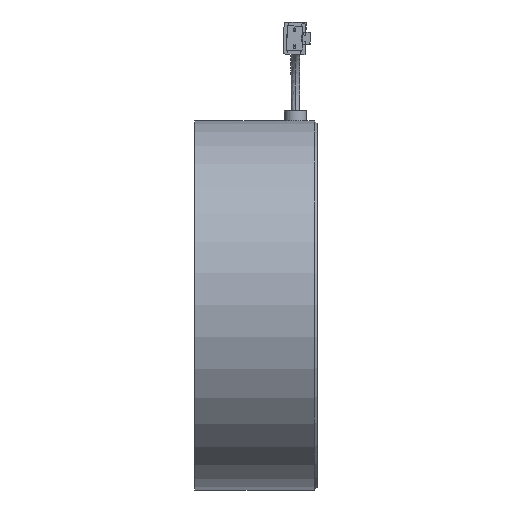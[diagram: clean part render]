
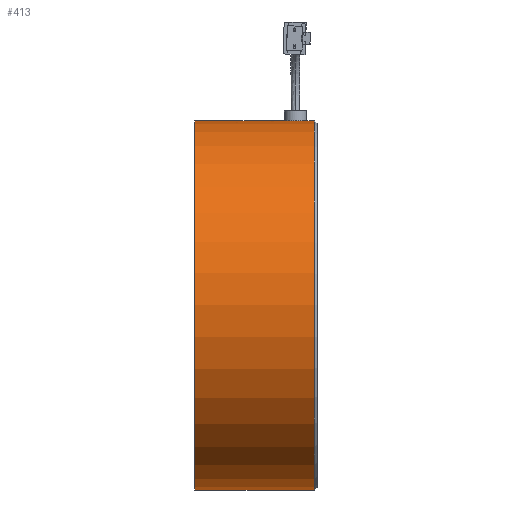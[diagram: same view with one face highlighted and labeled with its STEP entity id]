
A CAD part, left-side view. The second image highlights one B-rep face of the part: STEP entity #413.
In plain terms, the highlighted cylindrical face has radius 63.25 mm (diameter 126.5 mm), a partial arc.
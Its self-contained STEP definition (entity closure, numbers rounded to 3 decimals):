
#16 = DIRECTION ( 'NONE',  ( 0., 0., 1. ) ) ;
#43 = B_SPLINE_CURVE_WITH_KNOTS ( 'NONE', 3,
 ( #3723, #5774, #340, #4680, #4185, #1811, #1246, #5290, #1742, #785, #315, #4251, #3221, #3247, #3172, #267 ),
 .UNSPECIFIED., .F., .F.,
 ( 4, 2, 2, 2, 2, 2, 2, 4 ),
 ( 0.01, 0.01, 0.011, 0.011, 0.011, 0.012, 0.012, 0.013 ),
 .UNSPECIFIED. ) ;
#251 = CARTESIAN_POINT ( 'NONE',  ( 0., -5.4, 63.25 ) ) ;
#267 = CARTESIAN_POINT ( 'NONE',  ( 0., -9.6, 63.25 ) ) ;
#272 = CARTESIAN_POINT ( 'NONE',  ( 1.581, -6.111, 63.23 ) ) ;
#303 = AXIS2_PLACEMENT_3D ( 'NONE', #2893, #3432, #16 ) ;
#315 = CARTESIAN_POINT ( 'NONE',  ( 1.283, -9.168, 63.237 ) ) ;
#335 = LINE ( 'NONE', #4515, #3937 ) ;
#340 = CARTESIAN_POINT ( 'NONE',  ( 2.086, -7.775, 63.216 ) ) ;
#413 = ADVANCED_FACE ( 'NONE', ( #3855 ), #3696, .T. ) ;
#459 = DIRECTION ( 'NONE',  ( 0., 0., -1. ) ) ;
#502 = ORIENTED_EDGE ( 'NONE', *, *, #1823, .T. ) ;
#572 = VERTEX_POINT ( 'NONE', #2100 ) ;
#744 = CARTESIAN_POINT ( 'NONE',  ( 1.887, -6.569, 63.222 ) ) ;
#785 = CARTESIAN_POINT ( 'NONE',  ( 1.389, -9.081, 63.235 ) ) ;
#810 = CARTESIAN_POINT ( 'NONE',  ( 2.1, -7.5, 63.215 ) ) ;
#917 = EDGE_CURVE ( 'NONE', #572, #5440, #43, .T. ) ;
#1123 = VERTEX_POINT ( 'NONE', #3426 ) ;
#1232 = CARTESIAN_POINT ( 'NONE',  ( 1.67, -6.219, 63.228 ) ) ;
#1246 = CARTESIAN_POINT ( 'NONE',  ( 1.823, -8.552, 63.224 ) ) ;
#1270 = CARTESIAN_POINT ( 'NONE',  ( 0.137, -5.4, 63.25 ) ) ;
#1409 = AXIS2_PLACEMENT_3D ( 'NONE', #1909, #3402, #459 ) ;
#1591 = ORIENTED_EDGE ( 'NONE', *, *, #3868, .T. ) ;
#1638 = ORIENTED_EDGE ( 'NONE', *, *, #3587, .F. ) ;
#1641 = EDGE_CURVE ( 'NONE', #3045, #3025, #4465, .T. ) ;
#1647 = ORIENTED_EDGE ( 'NONE', *, *, #2062, .F. ) ;
#1726 = CARTESIAN_POINT ( 'NONE',  ( 0., 26.6, 63.25 ) ) ;
#1742 = CARTESIAN_POINT ( 'NONE',  ( 1.582, -8.888, 63.23 ) ) ;
#1811 = CARTESIAN_POINT ( 'NONE',  ( 1.887, -8.431, 63.222 ) ) ;
#1823 = EDGE_CURVE ( 'NONE', #2367, #3045, #335, .T. ) ;
#1909 = CARTESIAN_POINT ( 'NONE',  ( 0., -1., 0. ) ) ;
#2062 = EDGE_CURVE ( 'NONE', #2941, #3025, #5742, .T. ) ;
#2100 = CARTESIAN_POINT ( 'NONE',  ( 2.1, -7.5, 63.215 ) ) ;
#2215 = DIRECTION ( 'NONE',  ( 0., 1., 0. ) ) ;
#2367 = VERTEX_POINT ( 'NONE', #5268 ) ;
#2456 = CIRCLE ( 'NONE', #3292, 63.25 ) ;
#2468 = DIRECTION ( 'NONE',  ( 0., 1., 0. ) ) ;
#2720 = CARTESIAN_POINT ( 'NONE',  ( 0.273, -5.413, 63.25 ) ) ;
#2743 = CARTESIAN_POINT ( 'NONE',  ( 2.086, -7.225, 63.216 ) ) ;
#2770 = CARTESIAN_POINT ( 'NONE',  ( 2.033, -6.956, 63.217 ) ) ;
#2793 = CARTESIAN_POINT ( 'NONE',  ( 1.823, -6.448, 63.224 ) ) ;
#2798 = VECTOR ( 'NONE', #5699, 1000. ) ;
#2893 = CARTESIAN_POINT ( 'NONE',  ( 0., 26.6, 0. ) ) ;
#2941 = VERTEX_POINT ( 'NONE', #5380 ) ;
#3025 = VERTEX_POINT ( 'NONE', #4389 ) ;
#3045 = VERTEX_POINT ( 'NONE', #5505 ) ;
#3143 = LINE ( 'NONE', #5437, #5265 ) ;
#3172 = CARTESIAN_POINT ( 'NONE',  ( 0.277, -9.6, 63.25 ) ) ;
#3221 = CARTESIAN_POINT ( 'NONE',  ( 0.932, -9.387, 63.243 ) ) ;
#3247 = CARTESIAN_POINT ( 'NONE',  ( 0.553, -9.544, 63.248 ) ) ;
#3292 = AXIS2_PLACEMENT_3D ( 'NONE', #5173, #2215, #6160 ) ;
#3302 = EDGE_CURVE ( 'NONE', #2941, #572, #3483, .T. ) ;
#3402 = DIRECTION ( 'NONE',  ( 0., -1., 0. ) ) ;
#3426 = CARTESIAN_POINT ( 'NONE',  ( 0., -42., 63.25 ) ) ;
#3432 = DIRECTION ( 'NONE',  ( 0., 1., 0. ) ) ;
#3440 = DIRECTION ( 'NONE',  ( 0., 1., 0. ) ) ;
#3483 = B_SPLINE_CURVE_WITH_KNOTS ( 'NONE', 3,
 ( #251, #1270, #2720, #5739, #5755, #4736, #4257, #272, #1232, #2793, #744, #3711, #2770, #2743, #4192, #810 ),
 .UNSPECIFIED., .F., .F.,
 ( 4, 2, 2, 2, 2, 2, 2, 4 ),
 ( 0.007, 0.007, 0.007, 0.008, 0.009, 0.009, 0.009, 0.01 ),
 .UNSPECIFIED. ) ;
#3511 = ORIENTED_EDGE ( 'NONE', *, *, #3302, .T. ) ;
#3587 = EDGE_CURVE ( 'NONE', #1123, #5440, #3143, .T. ) ;
#3696 = CYLINDRICAL_SURFACE ( 'NONE', #303, 63.25 ) ;
#3711 = CARTESIAN_POINT ( 'NONE',  ( 1.993, -6.823, 63.219 ) ) ;
#3723 = CARTESIAN_POINT ( 'NONE',  ( 2.1, -7.5, 63.215 ) ) ;
#3759 = ORIENTED_EDGE ( 'NONE', *, *, #1641, .T. ) ;
#3855 = FACE_OUTER_BOUND ( 'NONE', #5212, .T. ) ;
#3868 = EDGE_CURVE ( 'NONE', #1123, #2367, #2456, .T. ) ;
#3937 = VECTOR ( 'NONE', #3440, 1000. ) ;
#4185 = CARTESIAN_POINT ( 'NONE',  ( 1.993, -8.176, 63.219 ) ) ;
#4192 = CARTESIAN_POINT ( 'NONE',  ( 2.1, -7.361, 63.215 ) ) ;
#4251 = CARTESIAN_POINT ( 'NONE',  ( 1.054, -9.322, 63.241 ) ) ;
#4257 = CARTESIAN_POINT ( 'NONE',  ( 1.291, -5.821, 63.237 ) ) ;
#4346 = CARTESIAN_POINT ( 'NONE',  ( 0., -9.6, 63.25 ) ) ;
#4389 = CARTESIAN_POINT ( 'NONE',  ( 0., -1., 63.25 ) ) ;
#4465 = CIRCLE ( 'NONE', #1409, 63.25 ) ;
#4515 = CARTESIAN_POINT ( 'NONE',  ( 0., 26.6, -63.25 ) ) ;
#4596 = ORIENTED_EDGE ( 'NONE', *, *, #917, .T. ) ;
#4680 = CARTESIAN_POINT ( 'NONE',  ( 2.033, -8.043, 63.217 ) ) ;
#4736 = CARTESIAN_POINT ( 'NONE',  ( 1.056, -5.664, 63.242 ) ) ;
#5173 = CARTESIAN_POINT ( 'NONE',  ( 0., -42., 0. ) ) ;
#5212 = EDGE_LOOP ( 'NONE', ( #1591, #502, #3759, #1647, #3511, #4596, #1638 ) ) ;
#5265 = VECTOR ( 'NONE', #2468, 1000. ) ;
#5268 = CARTESIAN_POINT ( 'NONE',  ( 0., -42., -63.25 ) ) ;
#5290 = CARTESIAN_POINT ( 'NONE',  ( 1.671, -8.78, 63.228 ) ) ;
#5380 = CARTESIAN_POINT ( 'NONE',  ( 0., -5.4, 63.25 ) ) ;
#5437 = CARTESIAN_POINT ( 'NONE',  ( 0., 26.6, 63.25 ) ) ;
#5440 = VERTEX_POINT ( 'NONE', #4346 ) ;
#5505 = CARTESIAN_POINT ( 'NONE',  ( 0., -1., -63.25 ) ) ;
#5699 = DIRECTION ( 'NONE',  ( 0., 1., 0. ) ) ;
#5739 = CARTESIAN_POINT ( 'NONE',  ( 0.544, -5.467, 63.248 ) ) ;
#5742 = LINE ( 'NONE', #1726, #2798 ) ;
#5755 = CARTESIAN_POINT ( 'NONE',  ( 0.677, -5.507, 63.247 ) ) ;
#5774 = CARTESIAN_POINT ( 'NONE',  ( 2.1, -7.638, 63.215 ) ) ;
#6160 = DIRECTION ( 'NONE',  ( 0., 0., 1. ) ) ;
